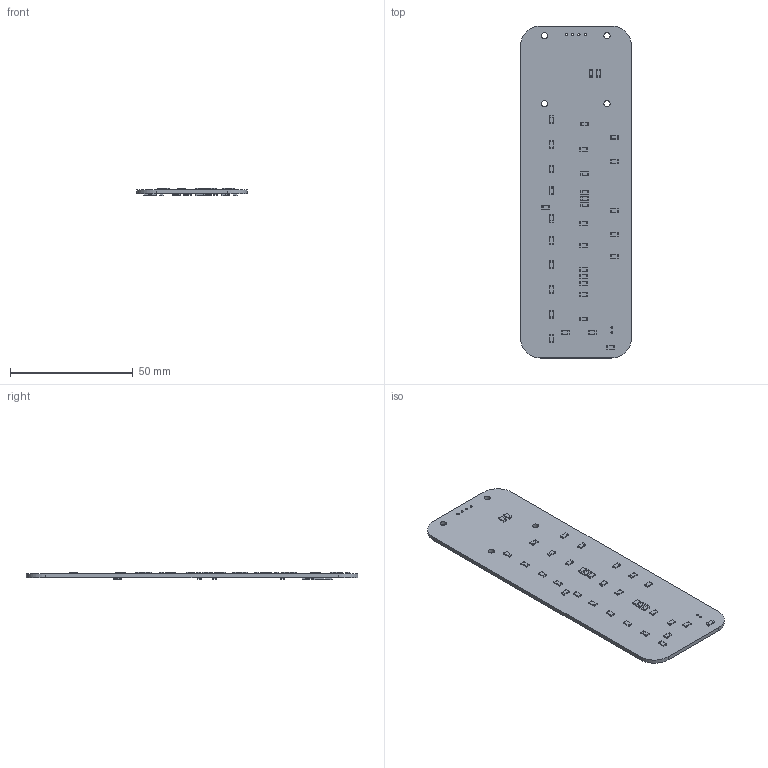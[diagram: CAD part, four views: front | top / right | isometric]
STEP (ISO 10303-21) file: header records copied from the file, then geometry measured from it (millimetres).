
FILE_DESCRIPTION(('FreeCAD Model'),'2;1');
FILE_NAME('gymboard1.step', '2017-07-26T17:19:55',('kicad StepUp'),('ksu MCAD'), 'Open CASCADE STEP processor 6.8','FreeCAD','Unknown');
FILE_SCHEMA(('AUTOMOTIVE_DESIGN_CC2 { 1 2 10303 214 -1 1 5 4 }'));
Length unit declared in the file: millimetre
Products named in the file (50): ASSEMBLY; Pcb; C_1206_; C_1206_001; C_1206_002; R_1206_; R_1206_001; R_1206_002; R_1206_003; R_1206_004; R_1206_005; R_1206_006; R_1206_007; R_1206_008; R_1206_009; R_1206_010; R_1206_011; R_1206_012; R_1206_013; R_1206_014; R_1206_015; R_1206_016; R_1206_017; R_1206_018; R_1206_019; R_1206_020; R_1206_021; R_1206_022; R_1206_023; R_1206_024; R_1206_025; R_1206_026; R_1206_027; R_1206_028; R_1206_029; R_1206_030; R_1206_031; R_1206_032; R_1206_033; R_1206_034 ...
Assembly tree (49 placements, depth 2):
  ASSEMBLY
    Pcb
    C_1206_
    C_1206_001
    C_1206_002
    R_1206_
    R_1206_001
    R_1206_002
    R_1206_003
    R_1206_004
    R_1206_005
    R_1206_006
    R_1206_007
    R_1206_008
    R_1206_009
    R_1206_010
    R_1206_011
    R_1206_012
    R_1206_013
    R_1206_014
    R_1206_015
    R_1206_016
    R_1206_017
    R_1206_018
    R_1206_019
    R_1206_020
    R_1206_021
    R_1206_022
    R_1206_023
    R_1206_024
    R_1206_025
    R_1206_026
    R_1206_027
    R_1206_028
    R_1206_029
    R_1206_030
    R_1206_031
    R_1206_032
    R_1206_033
    R_1206_034
    R_1206_035
    R_1206_036
    R_1206_037
    R_1206_038
    R_1206_039
    R_1206_040
    R_1206_041
    C_1206_003
    C_1206_004
    C_1206_005
Bounding box: 45 x 135 x 2.93 mm (x, y, z)
Volume: 9725.2 mm3; surface area: 13370.2 mm2
Topology: 49 solids, 49 shells, 1364 faces, 3762 edges, 2508 vertices
Faces by surface type: plane 942, cylinder 422
Full cylindrical faces by diameter (mm): 0.75 x2, 0.889 x4, 2.5 x4
Entity records: 53641 total; most frequent: CARTESIAN_POINT 7684, ORIENTED_EDGE 7524, DIRECTION 7434, EDGE_CURVE 3762, LINE 2918, VECTOR 2918, VERTEX_POINT 2508, AXIS2_PLACEMENT_3D 2258
